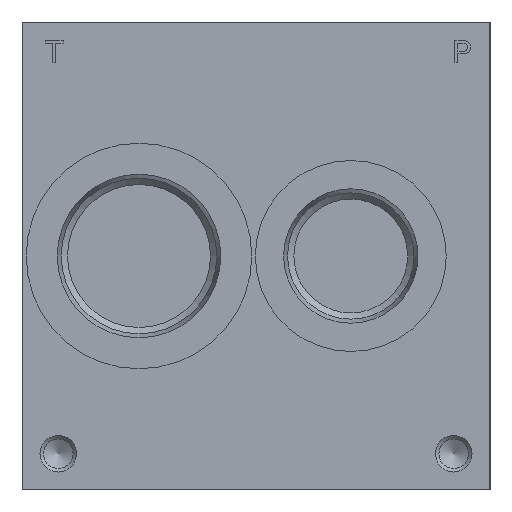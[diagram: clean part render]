
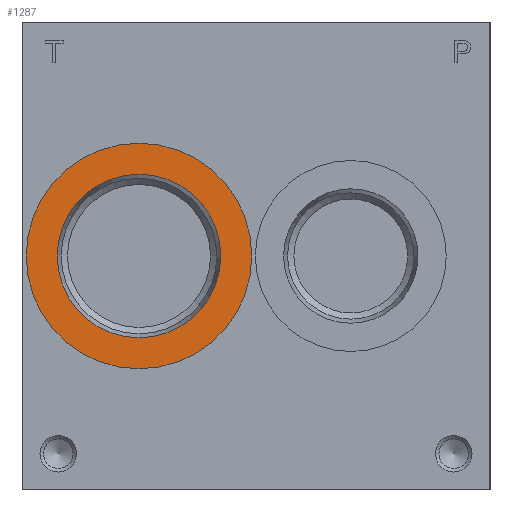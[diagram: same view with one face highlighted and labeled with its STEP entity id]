
A CAD part, left-side view. The second image highlights one B-rep face of the part: STEP entity #1287.
In plain terms, the highlighted planar face has unit normal (-1, 0, 0).
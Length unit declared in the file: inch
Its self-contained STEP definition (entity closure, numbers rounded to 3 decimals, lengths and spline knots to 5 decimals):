
#1287 = ADVANCED_FACE( '', ( #2759, #2760 ), #2761, .T. );
#2759 = FACE_BOUND( '', #4227, .T. );
#2760 = FACE_OUTER_BOUND( '', #4228, .T. );
#2761 = PLANE( '', #4229 );
#4227 = EDGE_LOOP( '', ( #7688 ) );
#4228 = EDGE_LOOP( '', ( #7689 ) );
#4229 = AXIS2_PLACEMENT_3D( '', #7690, #7691, #7692 );
#7688 = ORIENTED_EDGE( '', *, *, #7955, .T. );
#7689 = ORIENTED_EDGE( '', *, *, #8969, .F. );
#7690 = CARTESIAN_POINT( '', ( 0.031, 3.964, 2. ) );
#7691 = DIRECTION( '', ( -1., 0., 0. ) );
#7692 = DIRECTION( '', ( 0., 0., 1. ) );
#7955 = EDGE_CURVE( '', #9447, #9447, #9448, .T. );
#8969 = EDGE_CURVE( '', #10904, #10904, #10905, .T. );
#9447 = VERTEX_POINT( '', #11510 );
#9448 = CIRCLE( '', #11511, 0.699 );
#10904 = VERTEX_POINT( '', #13451 );
#10905 = CIRCLE( '', #13452, 0.964 );
#11510 = CARTESIAN_POINT( '', ( 0.031, 3., 1.301 ) );
#11511 = AXIS2_PLACEMENT_3D( '', #13831, #13832, #13833 );
#13451 = CARTESIAN_POINT( '', ( 0.031, 3., 1.036 ) );
#13452 = AXIS2_PLACEMENT_3D( '', #14897, #14898, #14899 );
#13831 = CARTESIAN_POINT( '', ( 0.031, 3., 2. ) );
#13832 = DIRECTION( '', ( 1., 0., 0. ) );
#13833 = DIRECTION( '', ( 0., 0., -1. ) );
#14897 = CARTESIAN_POINT( '', ( 0.031, 3., 2. ) );
#14898 = DIRECTION( '', ( 1., 0., 0. ) );
#14899 = DIRECTION( '', ( 0., 0., -1. ) );
